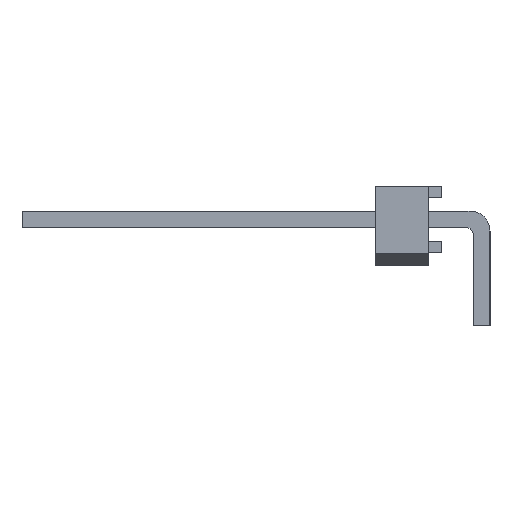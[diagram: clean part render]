
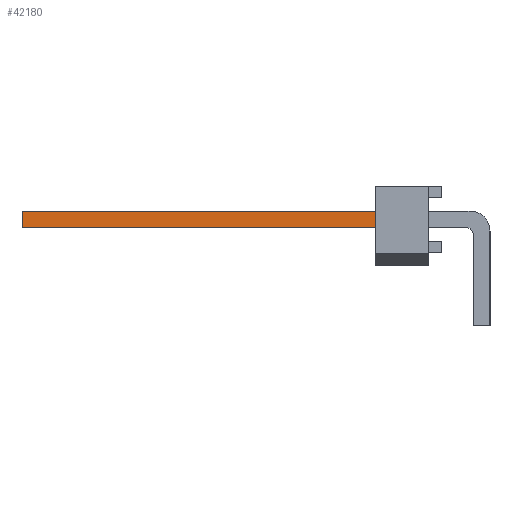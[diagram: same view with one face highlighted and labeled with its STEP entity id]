
A CAD part, left-side view. The second image highlights one B-rep face of the part: STEP entity #42180.
In plain terms, the highlighted face is planar.
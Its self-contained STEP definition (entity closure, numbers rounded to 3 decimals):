
#40419 = VERTEX_POINT('',#40420);
#40420 = CARTESIAN_POINT('',(34.608,17.526,-0.318));
#40426 = EDGE_CURVE('',#40427,#40419,#40429,.T.);
#40427 = VERTEX_POINT('',#40428);
#40428 = CARTESIAN_POINT('',(34.608,2.921,-0.318));
#40429 = LINE('',#40430,#40431);
#40430 = CARTESIAN_POINT('',(34.608,0.445,-0.318));
#40431 = VECTOR('',#40432,1.);
#40432 = DIRECTION('',(0.,1.,0.));
#41539 = VERTEX_POINT('',#41540);
#41540 = CARTESIAN_POINT('',(34.608,2.921,0.318));
#41546 = EDGE_CURVE('',#41547,#41539,#41549,.T.);
#41547 = VERTEX_POINT('',#41548);
#41548 = CARTESIAN_POINT('',(34.608,17.526,0.318));
#41549 = LINE('',#41550,#41551);
#41550 = CARTESIAN_POINT('',(34.608,17.526,0.318));
#41551 = VECTOR('',#41552,1.);
#41552 = DIRECTION('',(0.,-1.,0.));
#42169 = EDGE_CURVE('',#40419,#41547,#42170,.T.);
#42170 = LINE('',#42171,#42172);
#42171 = CARTESIAN_POINT('',(34.608,17.526,-0.318));
#42172 = VECTOR('',#42173,1.);
#42173 = DIRECTION('',(0.,0.,1.));
#42180 = ADVANCED_FACE('',(#42181),#42192,.T.);
#42181 = FACE_BOUND('',#42182,.T.);
#42182 = EDGE_LOOP('',(#42183,#42184,#42190,#42191));
#42183 = ORIENTED_EDGE('',*,*,#41546,.T.);
#42184 = ORIENTED_EDGE('',*,*,#42185,.T.);
#42185 = EDGE_CURVE('',#41539,#40427,#42186,.T.);
#42186 = LINE('',#42187,#42188);
#42187 = CARTESIAN_POINT('',(34.608,2.921,0.445));
#42188 = VECTOR('',#42189,1.);
#42189 = DIRECTION('',(0.,0.,-1.));
#42190 = ORIENTED_EDGE('',*,*,#40426,.T.);
#42191 = ORIENTED_EDGE('',*,*,#42169,.T.);
#42192 = PLANE('',#42193);
#42193 = AXIS2_PLACEMENT_3D('',#42194,#42195,#42196);
#42194 = CARTESIAN_POINT('',(34.608,0.445,0.445));
#42195 = DIRECTION('',(1.,0.,0.));
#42196 = DIRECTION('',(0.,0.,-1.));
